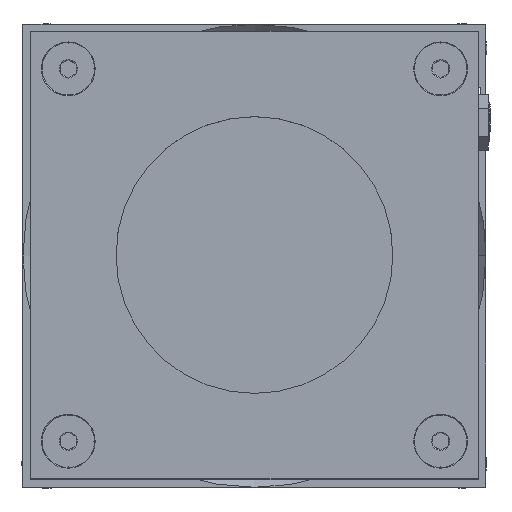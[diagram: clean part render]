
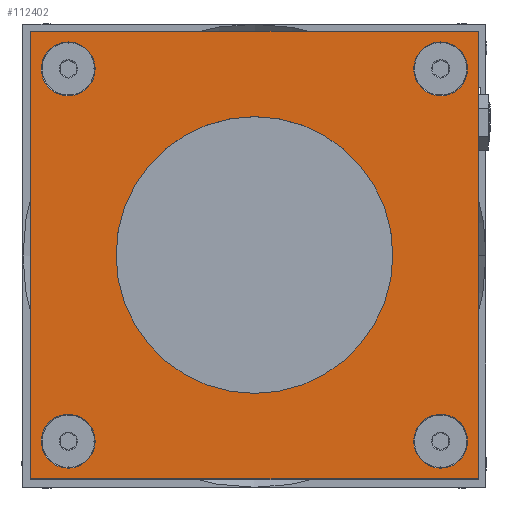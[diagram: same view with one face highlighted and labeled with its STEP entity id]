
A CAD part, top view. The second image highlights one B-rep face of the part: STEP entity #112402.
In plain terms, the highlighted planar face has unit normal (0, 0, 1).
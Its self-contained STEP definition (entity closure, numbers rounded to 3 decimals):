
#277 = CARTESIAN_POINT ( 'NONE',  ( -30.381, 17.747, 172.635 ) ) ;
#528 = LINE ( 'NONE', #62115, #94456 ) ;
#1280 = AXIS2_PLACEMENT_3D ( 'NONE', #33084, #23206, #23990 ) ;
#1684 = CARTESIAN_POINT ( 'NONE',  ( -34.534, 54.747, 172.635 ) ) ;
#1752 = EDGE_CURVE ( 'NONE', #20668, #30255, #8014, .T. ) ;
#2321 = DIRECTION ( 'NONE',  ( 1., 0., 0. ) ) ;
#3232 = EDGE_LOOP ( 'NONE', ( #96789, #15773 ) ) ;
#4515 = AXIS2_PLACEMENT_3D ( 'NONE', #114118, #96895, #42396 ) ;
#6373 = DIRECTION ( 'NONE',  ( 0., 0., 1. ) ) ;
#8014 = CIRCLE ( 'NONE', #55030, 5.347 ) ;
#8559 = ORIENTED_EDGE ( 'NONE', *, *, #75470, .F. ) ;
#9493 = DIRECTION ( 'NONE',  ( 1., 0., 0. ) ) ;
#9679 = ORIENTED_EDGE ( 'NONE', *, *, #118081, .F. ) ;
#11870 = AXIS2_PLACEMENT_3D ( 'NONE', #105890, #6373, #77978 ) ;
#13432 = DIRECTION ( 'NONE',  ( 0., 0., 1. ) ) ;
#13888 = DIRECTION ( 'NONE',  ( 1., 0., 0. ) ) ;
#14643 = ORIENTED_EDGE ( 'NONE', *, *, #55541, .F. ) ;
#15773 = ORIENTED_EDGE ( 'NONE', *, *, #102650, .F. ) ;
#16217 = DIRECTION ( 'NONE',  ( 1., 0., 0. ) ) ;
#17036 = VERTEX_POINT ( 'NONE', #1684 ) ;
#19677 = CIRCLE ( 'NONE', #113204, 5.347 ) ;
#20668 = VERTEX_POINT ( 'NONE', #69869 ) ;
#22350 = AXIS2_PLACEMENT_3D ( 'NONE', #72787, #37278, #9493 ) ;
#23206 = DIRECTION ( 'NONE',  ( 0., 0., 1. ) ) ;
#23990 = DIRECTION ( 'NONE',  ( 1., 0., 0. ) ) ;
#24512 = CARTESIAN_POINT ( 'NONE',  ( -47.381, 62.247, 172.635 ) ) ;
#25163 = DIRECTION ( 'NONE',  ( 0., 0., 1. ) ) ;
#25360 = CARTESIAN_POINT ( 'NONE',  ( -39.881, -19.253, 172.635 ) ) ;
#27585 = AXIS2_PLACEMENT_3D ( 'NONE', #67255, #104250, #13888 ) ;
#29299 = CARTESIAN_POINT ( 'NONE',  ( -45.227, -19.253, 172.635 ) ) ;
#30255 = VERTEX_POINT ( 'NONE', #78318 ) ;
#30509 = ORIENTED_EDGE ( 'NONE', *, *, #83865, .F. ) ;
#31929 = VERTEX_POINT ( 'NONE', #50009 ) ;
#33084 = CARTESIAN_POINT ( 'NONE',  ( -39.881, 54.747, 172.635 ) ) ;
#33687 = VERTEX_POINT ( 'NONE', #78096 ) ;
#34295 = CARTESIAN_POINT ( 'NONE',  ( -47.381, -26.753, 172.635 ) ) ;
#34444 = CIRCLE ( 'NONE', #4515, 5.347 ) ;
#35069 = DIRECTION ( 'NONE',  ( 1., 0., 0. ) ) ;
#37278 = DIRECTION ( 'NONE',  ( 0., 0., 1. ) ) ;
#39126 = AXIS2_PLACEMENT_3D ( 'NONE', #25360, #70851, #16217 ) ;
#39866 = CARTESIAN_POINT ( 'NONE',  ( 24.619, 17.747, 172.635 ) ) ;
#40500 = CARTESIAN_POINT ( 'NONE',  ( 34.119, 54.747, 172.635 ) ) ;
#40848 = ORIENTED_EDGE ( 'NONE', *, *, #51707, .T. ) ;
#41470 = FACE_BOUND ( 'NONE', #85054, .T. ) ;
#42095 = DIRECTION ( 'NONE',  ( 1., 0., 0. ) ) ;
#42396 = DIRECTION ( 'NONE',  ( 1., 0., 0. ) ) ;
#44573 = EDGE_CURVE ( 'NONE', #105210, #107901, #94329, .T. ) ;
#44634 = PLANE ( 'NONE',  #100914 ) ;
#44741 = CIRCLE ( 'NONE', #98040, 5.347 ) ;
#45337 = CARTESIAN_POINT ( 'NONE',  ( -47.381, -26.753, 172.635 ) ) ;
#50009 = CARTESIAN_POINT ( 'NONE',  ( -34.534, -19.253, 172.635 ) ) ;
#51707 = EDGE_CURVE ( 'NONE', #107901, #75824, #76352, .T. ) ;
#53497 = EDGE_CURVE ( 'NONE', #108367, #33687, #82692, .T. ) ;
#53653 = CIRCLE ( 'NONE', #11870, 27.5 ) ;
#55030 = AXIS2_PLACEMENT_3D ( 'NONE', #57928, #76281, #2321 ) ;
#55541 = EDGE_CURVE ( 'NONE', #31929, #107867, #104099, .T. ) ;
#57928 = CARTESIAN_POINT ( 'NONE',  ( 34.119, -19.253, 172.635 ) ) ;
#58935 = VERTEX_POINT ( 'NONE', #103378 ) ;
#60380 = EDGE_LOOP ( 'NONE', ( #101203, #94901 ) ) ;
#62115 = CARTESIAN_POINT ( 'NONE',  ( -47.381, 62.247, 172.635 ) ) ;
#63863 = CARTESIAN_POINT ( 'NONE',  ( -45.227, 54.747, 172.635 ) ) ;
#65008 = FACE_BOUND ( 'NONE', #117816, .T. ) ;
#65506 = ORIENTED_EDGE ( 'NONE', *, *, #67941, .T. ) ;
#67255 = CARTESIAN_POINT ( 'NONE',  ( 34.119, 54.747, 172.635 ) ) ;
#67280 = EDGE_CURVE ( 'NONE', #30255, #20668, #44741, .T. ) ;
#67941 = EDGE_CURVE ( 'NONE', #75824, #58935, #528, .T. ) ;
#68286 = EDGE_CURVE ( 'NONE', #17036, #78973, #34444, .T. ) ;
#69063 = CARTESIAN_POINT ( 'NONE',  ( 34.119, -19.253, 172.635 ) ) ;
#69869 = CARTESIAN_POINT ( 'NONE',  ( 39.466, -19.253, 172.635 ) ) ;
#70283 = VERTEX_POINT ( 'NONE', #39866 ) ;
#70851 = DIRECTION ( 'NONE',  ( 0., 0., 1. ) ) ;
#71009 = DIRECTION ( 'NONE',  ( 0., 0., 1. ) ) ;
#71717 = DIRECTION ( 'NONE',  ( 0., -1., 0. ) ) ;
#72201 = CARTESIAN_POINT ( 'NONE',  ( -2.881, 17.747, 172.635 ) ) ;
#72787 = CARTESIAN_POINT ( 'NONE',  ( -39.881, -19.253, 172.635 ) ) ;
#75070 = VERTEX_POINT ( 'NONE', #277 ) ;
#75470 = EDGE_CURVE ( 'NONE', #75070, #70283, #82535, .T. ) ;
#75824 = VERTEX_POINT ( 'NONE', #94775 ) ;
#75835 = DIRECTION ( 'NONE',  ( 0., 1., 0. ) ) ;
#75968 = EDGE_CURVE ( 'NONE', #58935, #105210, #84541, .T. ) ;
#76059 = CARTESIAN_POINT ( 'NONE',  ( 41.619, 62.247, 172.635 ) ) ;
#76281 = DIRECTION ( 'NONE',  ( 0., 0., 1. ) ) ;
#76352 = LINE ( 'NONE', #24512, #79152 ) ;
#77978 = DIRECTION ( 'NONE',  ( 1., 0., 0. ) ) ;
#78096 = CARTESIAN_POINT ( 'NONE',  ( 28.773, 54.747, 172.635 ) ) ;
#78318 = CARTESIAN_POINT ( 'NONE',  ( 28.773, -19.253, 172.635 ) ) ;
#78674 = FACE_BOUND ( 'NONE', #3232, .T. ) ;
#78973 = VERTEX_POINT ( 'NONE', #63863 ) ;
#79152 = VECTOR ( 'NONE', #116522, 1000. ) ;
#80003 = CARTESIAN_POINT ( 'NONE',  ( 39.466, 54.747, 172.635 ) ) ;
#82535 = CIRCLE ( 'NONE', #97584, 27.5 ) ;
#82692 = CIRCLE ( 'NONE', #27585, 5.347 ) ;
#83627 = FACE_OUTER_BOUND ( 'NONE', #111562, .T. ) ;
#83865 = EDGE_CURVE ( 'NONE', #107867, #31929, #86331, .T. ) ;
#83920 = ORIENTED_EDGE ( 'NONE', *, *, #75968, .T. ) ;
#84541 = LINE ( 'NONE', #45337, #101553 ) ;
#85054 = EDGE_LOOP ( 'NONE', ( #95529, #9679 ) ) ;
#86331 = CIRCLE ( 'NONE', #39126, 5.347 ) ;
#87678 = ORIENTED_EDGE ( 'NONE', *, *, #44573, .T. ) ;
#87727 = DIRECTION ( 'NONE',  ( 1., 0., 0. ) ) ;
#89001 = FACE_BOUND ( 'NONE', #97617, .T. ) ;
#90316 = DIRECTION ( 'NONE',  ( 1., 0., 0. ) ) ;
#93719 = CARTESIAN_POINT ( 'NONE',  ( 41.619, 62.247, 172.635 ) ) ;
#94329 = LINE ( 'NONE', #93719, #104266 ) ;
#94456 = VECTOR ( 'NONE', #71717, 1000. ) ;
#94775 = CARTESIAN_POINT ( 'NONE',  ( -47.381, 62.247, 172.635 ) ) ;
#94901 = ORIENTED_EDGE ( 'NONE', *, *, #67280, .F. ) ;
#95529 = ORIENTED_EDGE ( 'NONE', *, *, #53497, .F. ) ;
#96789 = ORIENTED_EDGE ( 'NONE', *, *, #68286, .F. ) ;
#96856 = DIRECTION ( 'NONE',  ( 0., 0., 1. ) ) ;
#96895 = DIRECTION ( 'NONE',  ( 0., 0., 1. ) ) ;
#97584 = AXIS2_PLACEMENT_3D ( 'NONE', #72201, #25163, #35069 ) ;
#97617 = EDGE_LOOP ( 'NONE', ( #8559, #106339 ) ) ;
#98040 = AXIS2_PLACEMENT_3D ( 'NONE', #69063, #96856, #87727 ) ;
#100914 = AXIS2_PLACEMENT_3D ( 'NONE', #34295, #71009, #117576 ) ;
#101203 = ORIENTED_EDGE ( 'NONE', *, *, #1752, .F. ) ;
#101553 = VECTOR ( 'NONE', #90316, 1000. ) ;
#102650 = EDGE_CURVE ( 'NONE', #78973, #17036, #106060, .T. ) ;
#103378 = CARTESIAN_POINT ( 'NONE',  ( -47.381, -26.753, 172.635 ) ) ;
#104099 = CIRCLE ( 'NONE', #22350, 5.347 ) ;
#104250 = DIRECTION ( 'NONE',  ( 0., 0., 1. ) ) ;
#104266 = VECTOR ( 'NONE', #75835, 1000. ) ;
#105135 = CARTESIAN_POINT ( 'NONE',  ( 41.619, -26.753, 172.635 ) ) ;
#105210 = VERTEX_POINT ( 'NONE', #105135 ) ;
#105312 = FACE_BOUND ( 'NONE', #60380, .T. ) ;
#105890 = CARTESIAN_POINT ( 'NONE',  ( -2.881, 17.747, 172.635 ) ) ;
#106060 = CIRCLE ( 'NONE', #1280, 5.347 ) ;
#106339 = ORIENTED_EDGE ( 'NONE', *, *, #107341, .F. ) ;
#107341 = EDGE_CURVE ( 'NONE', #70283, #75070, #53653, .T. ) ;
#107867 = VERTEX_POINT ( 'NONE', #29299 ) ;
#107901 = VERTEX_POINT ( 'NONE', #76059 ) ;
#108367 = VERTEX_POINT ( 'NONE', #80003 ) ;
#111562 = EDGE_LOOP ( 'NONE', ( #65506, #83920, #87678, #40848 ) ) ;
#112402 = ADVANCED_FACE ( 'NONE', ( #78674, #41470, #105312, #65008, #83627, #89001 ), #44634, .T. ) ;
#113204 = AXIS2_PLACEMENT_3D ( 'NONE', #40500, #13432, #42095 ) ;
#114118 = CARTESIAN_POINT ( 'NONE',  ( -39.881, 54.747, 172.635 ) ) ;
#116522 = DIRECTION ( 'NONE',  ( -1., 0., 0. ) ) ;
#117576 = DIRECTION ( 'NONE',  ( 1., 0., 0. ) ) ;
#117816 = EDGE_LOOP ( 'NONE', ( #14643, #30509 ) ) ;
#118081 = EDGE_CURVE ( 'NONE', #33687, #108367, #19677, .T. ) ;
